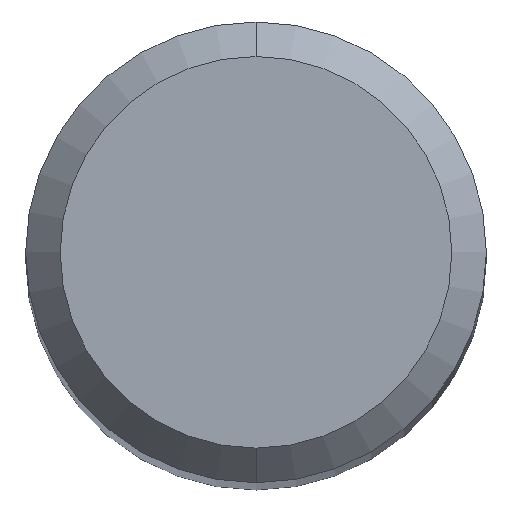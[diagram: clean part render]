
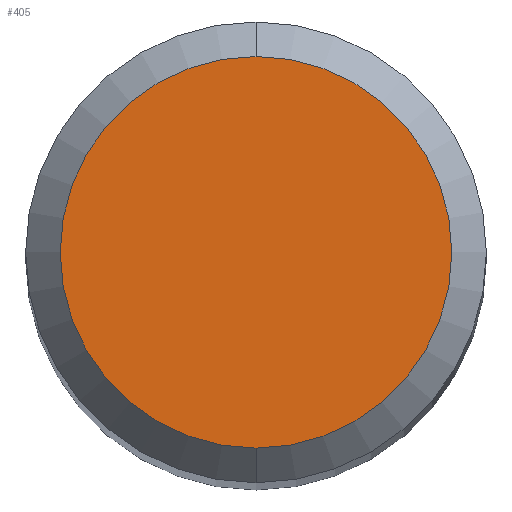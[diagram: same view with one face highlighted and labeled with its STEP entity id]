
A CAD part, top view. The second image highlights one B-rep face of the part: STEP entity #405.
In plain terms, the highlighted planar face has unit normal (0, 0, 1).
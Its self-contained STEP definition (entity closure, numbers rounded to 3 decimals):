
#273=EDGE_CURVE('',#321,#343,#597,.T.);
#321=VERTEX_POINT('',#647);
#343=VERTEX_POINT('',#671);
#405=ADVANCED_FACE('',(#742),#743,.T.);
#415=EDGE_CURVE('',#343,#321,#755,.T.);
#597=CIRCLE('',#1033,1.7);
#647=CARTESIAN_POINT('',(0.,-1.7,0.0));
#671=CARTESIAN_POINT('',(0.0,1.7,0.0));
#742=FACE_OUTER_BOUND('',#1340,.T.);
#743=PLANE('',#1341);
#755=CIRCLE('',#1356,1.7);
#1033=AXIS2_PLACEMENT_3D('',#1600,#1601,#1602);
#1340=EDGE_LOOP('',(#1750,#1751));
#1341=AXIS2_PLACEMENT_3D('',#1752,#1753,#1754);
#1356=AXIS2_PLACEMENT_3D('',#1769,#1770,#1771);
#1600=CARTESIAN_POINT('',(0.0,0.0,0.0));
#1601=DIRECTION('',(0.0,0.0,-1.0));
#1602=DIRECTION('',(0.0,1.0,0.0));
#1750=ORIENTED_EDGE('',*,*,#415,.F.);
#1751=ORIENTED_EDGE('',*,*,#273,.F.);
#1752=CARTESIAN_POINT('',(0.0,0.85,0.0));
#1753=DIRECTION('',(-0.0,0.0,1.0));
#1754=DIRECTION('',(0.0,-1.0,0.0));
#1769=CARTESIAN_POINT('',(0.0,0.0,0.0));
#1770=DIRECTION('',(0.0,0.0,-1.0));
#1771=DIRECTION('',(0.0,1.0,0.0));
